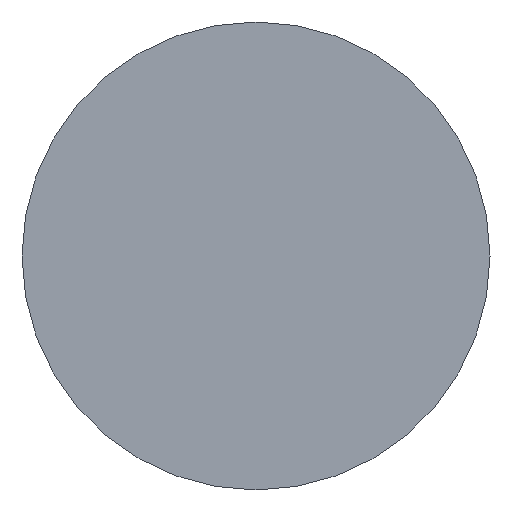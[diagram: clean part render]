
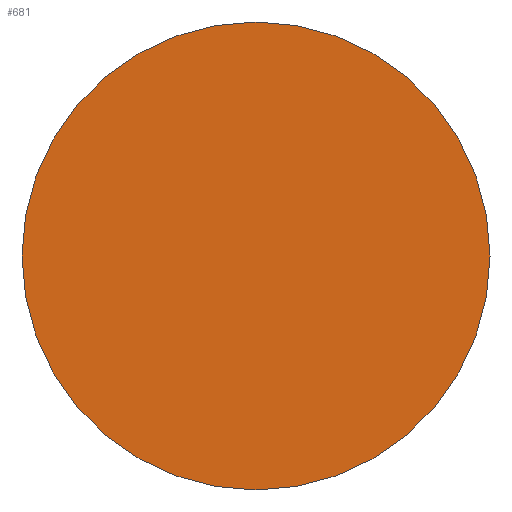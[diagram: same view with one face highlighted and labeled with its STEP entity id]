
A CAD part, front view. The second image highlights one B-rep face of the part: STEP entity #681.
In plain terms, the highlighted planar face has unit normal (0, -1, 0).
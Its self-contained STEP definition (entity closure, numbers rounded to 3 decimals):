
#34 = AXIS2_PLACEMENT_3D ( 'NONE', #305, #358, #182 ) ;
#71 = DIRECTION ( 'NONE',  ( 0., 1., 0. ) ) ;
#122 = EDGE_CURVE ( 'NONE', #625, #393, #324, .T. ) ;
#141 = DIRECTION ( 'NONE',  ( 0., 1., 0. ) ) ;
#168 = ORIENTED_EDGE ( 'NONE', *, *, #593, .F. ) ;
#181 = CARTESIAN_POINT ( 'NONE',  ( 0., 213.8, -176. ) ) ;
#182 = DIRECTION ( 'NONE',  ( 0., 0., -1. ) ) ;
#242 = DIRECTION ( 'NONE',  ( 0., 0., 1. ) ) ;
#276 = CIRCLE ( 'NONE', #693, 75. ) ;
#305 = CARTESIAN_POINT ( 'NONE',  ( 0., 213.8, -251. ) ) ;
#311 = FACE_OUTER_BOUND ( 'NONE', #584, .T. ) ;
#316 = DIRECTION ( 'NONE',  ( 0., 0., 1. ) ) ;
#324 = CIRCLE ( 'NONE', #602, 75. ) ;
#329 = ORIENTED_EDGE ( 'NONE', *, *, #122, .F. ) ;
#358 = DIRECTION ( 'NONE',  ( 0., -1., 0. ) ) ;
#393 = VERTEX_POINT ( 'NONE', #514 ) ;
#514 = CARTESIAN_POINT ( 'NONE',  ( 0., 213.8, -101. ) ) ;
#549 = CARTESIAN_POINT ( 'NONE',  ( 0., 213.8, -176. ) ) ;
#584 = EDGE_LOOP ( 'NONE', ( #168, #329 ) ) ;
#590 = PLANE ( 'NONE',  #34 ) ;
#593 = EDGE_CURVE ( 'NONE', #393, #625, #276, .T. ) ;
#602 = AXIS2_PLACEMENT_3D ( 'NONE', #181, #71, #242 ) ;
#625 = VERTEX_POINT ( 'NONE', #668 ) ;
#668 = CARTESIAN_POINT ( 'NONE',  ( 0., 213.8, -251. ) ) ;
#681 = ADVANCED_FACE ( 'NONE', ( #311 ), #590, .T. ) ;
#693 = AXIS2_PLACEMENT_3D ( 'NONE', #549, #141, #316 ) ;
